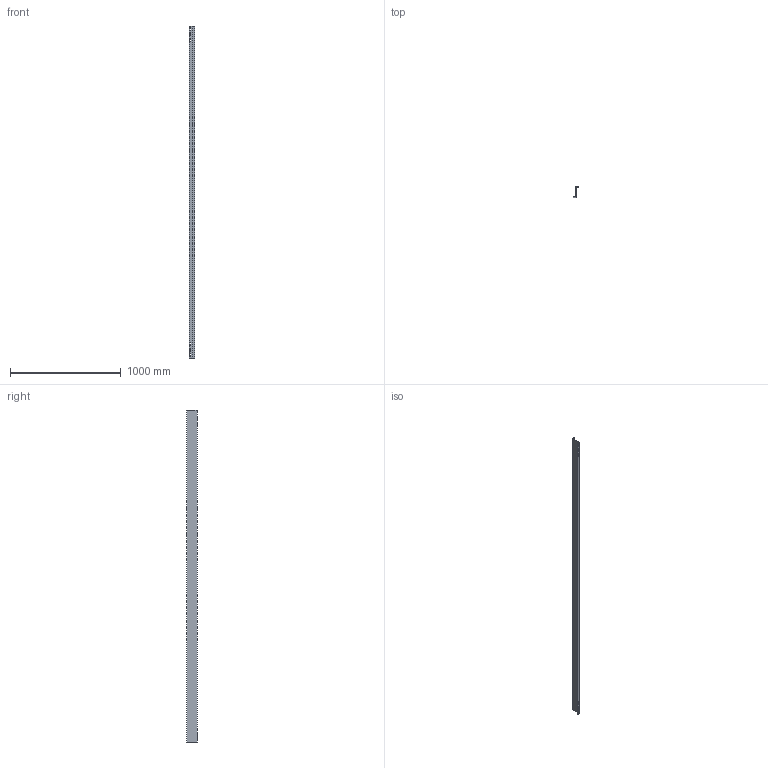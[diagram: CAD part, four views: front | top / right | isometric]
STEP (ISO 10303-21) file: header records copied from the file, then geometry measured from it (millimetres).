
FILE_DESCRIPTION(/* description */ (''),/* implementation_level */ '2;1');
FILE_NAME(/* name */ '6062390',/* time_stamp */ '2016-03-22T08:16:38+01:00',/* author */ (''),/* organization */ (''),/* preprocessor_version */ 'ST-DEVELOPER v15',/* originating_system */ '',/* authorisation */ '');
FILE_SCHEMA (('CONFIG_CONTROL_DESIGN'));
Length unit declared in the file: millimetre
Products named in the file (1): Document
Bounding box: 52 x 95 x 3000 mm (x, y, z)
Volume: 866673.5 mm3; surface area: 880999.3 mm2
Topology: 1 solids, 1 shells, 40 faces, 114 edges, 76 vertices
Faces by surface type: plane 22, bspline 18
Entity records: 1514 total; most frequent: CARTESIAN_POINT 716, ORIENTED_EDGE 228, EDGE_CURVE 114, B_SPLINE_CURVE_WITH_KNOTS 78, VERTEX_POINT 76, EDGE_LOOP 52, ADVANCED_FACE 40, FACE_OUTER_BOUND 40
